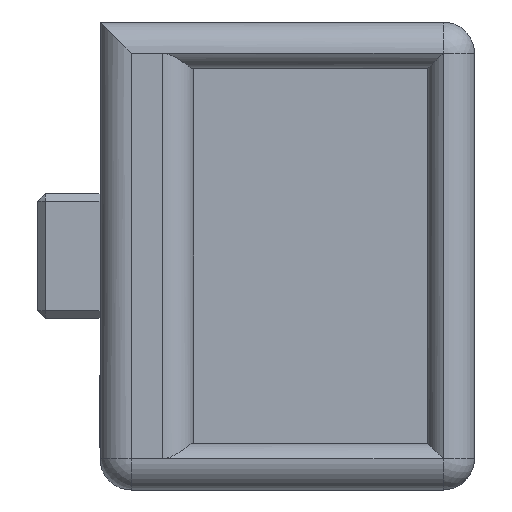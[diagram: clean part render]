
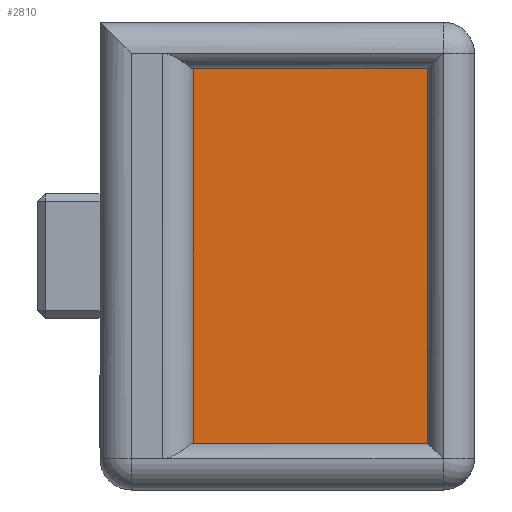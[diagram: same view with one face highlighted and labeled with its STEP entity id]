
A CAD part, front view. The second image highlights one B-rep face of the part: STEP entity #2810.
In plain terms, the highlighted planar face has unit normal (0, -1, 0).
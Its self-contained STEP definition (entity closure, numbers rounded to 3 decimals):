
#168=PLANE('',#3070);
#390=FACE_OUTER_BOUND('',#569,.T.);
#569=EDGE_LOOP('',(#2580,#2581,#2582,#2583));
#589=LINE('',#3925,#899);
#755=LINE('',#4298,#1065);
#882=LINE('',#4675,#1192);
#885=LINE('',#4682,#1195);
#899=VECTOR('',#3113,10.);
#1065=VECTOR('',#3417,10.);
#1192=VECTOR('',#3846,10.);
#1195=VECTOR('',#3857,10.);
#1260=VERTEX_POINT('',#3922);
#1261=VERTEX_POINT('',#3924);
#1370=VERTEX_POINT('',#4295);
#1371=VERTEX_POINT('',#4297);
#1487=EDGE_CURVE('',#1260,#1261,#589,.T.);
#1660=EDGE_CURVE('',#1370,#1371,#755,.T.);
#1852=EDGE_CURVE('',#1371,#1260,#882,.T.);
#1855=EDGE_CURVE('',#1261,#1370,#885,.T.);
#2580=ORIENTED_EDGE('',*,*,#1855,.F.);
#2581=ORIENTED_EDGE('',*,*,#1487,.F.);
#2582=ORIENTED_EDGE('',*,*,#1852,.F.);
#2583=ORIENTED_EDGE('',*,*,#1660,.F.);
#2810=ADVANCED_FACE('',(#390),#168,.F.);
#3070=AXIS2_PLACEMENT_3D('',#4683,#3858,#3859);
#3113=DIRECTION('',(0.,0.,-1.));
#3417=DIRECTION('',(0.,0.,1.));
#3846=DIRECTION('',(1.,0.,0.));
#3857=DIRECTION('',(-1.,0.,0.));
#3858=DIRECTION('center_axis',(0.,1.,0.));
#3859=DIRECTION('ref_axis',(0.,0.,1.));
#3922=CARTESIAN_POINT('',(21.,67.,27.));
#3924=CARTESIAN_POINT('',(21.,67.,3.));
#3925=CARTESIAN_POINT('',(21.,67.,27.));
#4295=CARTESIAN_POINT('',(6.,67.,3.));
#4297=CARTESIAN_POINT('',(6.,67.,27.));
#4298=CARTESIAN_POINT('',(6.,67.,3.));
#4675=CARTESIAN_POINT('',(6.,67.,27.));
#4682=CARTESIAN_POINT('',(21.,67.,3.));
#4683=CARTESIAN_POINT('Origin',(13.5,67.,15.));
